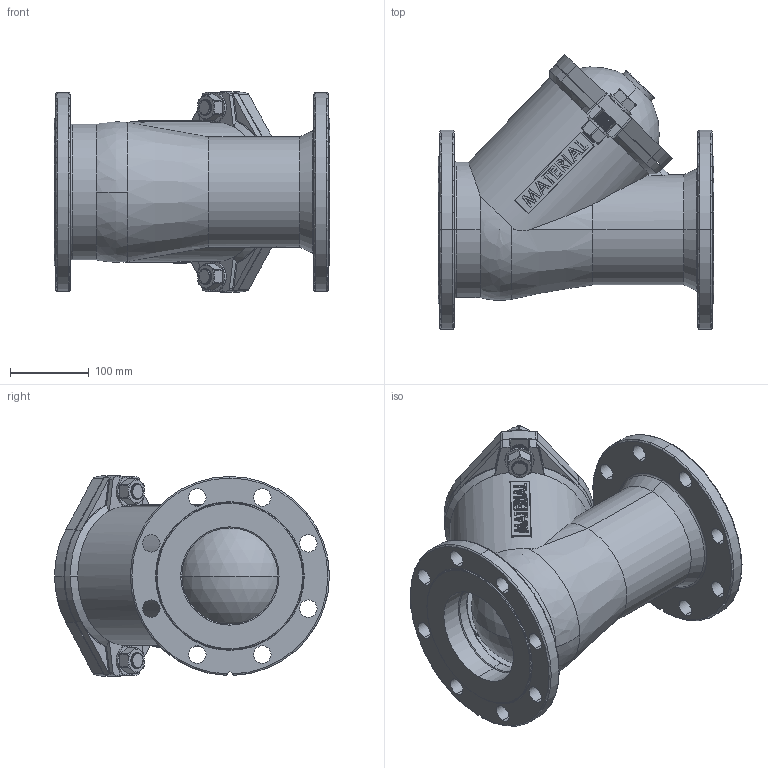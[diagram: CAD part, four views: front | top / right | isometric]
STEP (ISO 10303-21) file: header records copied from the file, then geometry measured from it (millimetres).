
FILE_DESCRIPTION (( 'STEP AP203' ), '1' );
FILE_NAME ('DN 125.STEP', '2019-03-18T14:50:17', ( '' ), ( '' ), 'SwSTEP 2.0', 'SolidWorks 2018', '' );
FILE_SCHEMA (( 'CONFIG_CONTROL_DESIGN' ));
Length unit declared in the file: millimetre
Products named in the file (1): DN 125
Bounding box: 350 x 349.2 x 254.61 mm (x, y, z)
Volume: 5313249.4 mm3; surface area: 776649.5 mm2
Topology: 7 solids, 7 shells, 818 faces, 2111 edges, 1332 vertices
Faces by surface type: cylinder 390, plane 261, torus 74, bspline 51, cone 30, sphere 12
Entity records: 40551 total; most frequent: CARTESIAN_POINT 22105, ORIENTED_EDGE 4164, DIRECTION 3475, EDGE_CURVE 2082, VERTEX_POINT 1319, AXIS2_PLACEMENT_3D 1262, LINE 951, VECTOR 951
